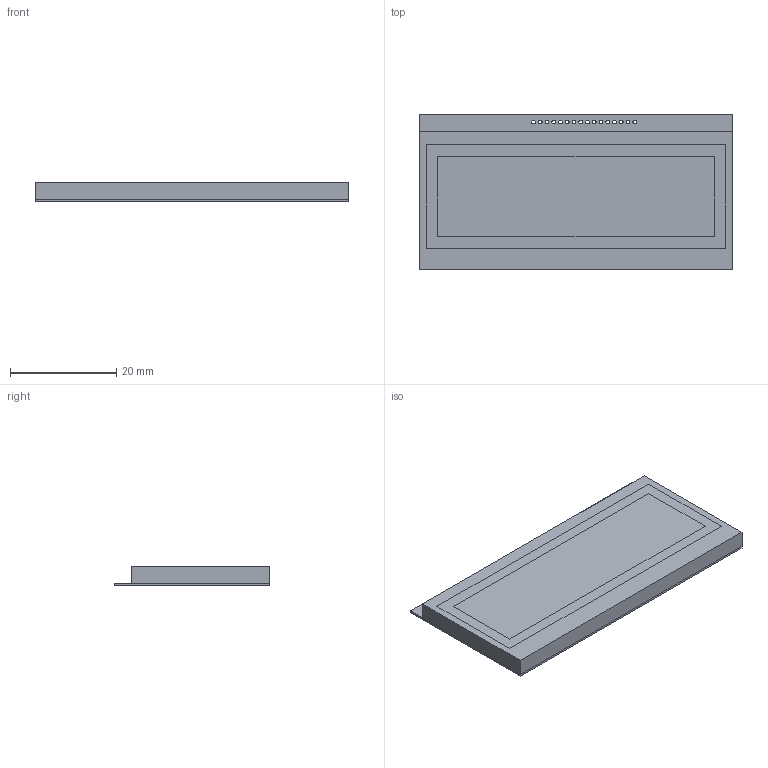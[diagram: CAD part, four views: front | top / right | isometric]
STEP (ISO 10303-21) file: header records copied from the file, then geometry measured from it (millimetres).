
FILE_DESCRIPTION(('FreeCAD Model'),'2;1');
FILE_NAME('wh1602s.step', '2017-05-29T19:33:27',('Author'),(''), 'Open CASCADE STEP processor 6.8','FreeCAD','Unknown');
FILE_SCHEMA(('AUTOMOTIVE_DESIGN_CC2 { 1 2 10303 214 -1 1 5 4 }'));
Length unit declared in the file: millimetre
Products named in the file (5): ASSEMBLY; Cut; Cut001; box005; Cut002
Assembly tree (4 placements, depth 2):
  ASSEMBLY
    Cut
    Cut001
    box005
    Cut002
Bounding box: 59 x 29.3 x 3.65 mm (x, y, z)
Volume: 5674.5 mm3; surface area: 9005.4 mm2
Topology: 4 solids, 4 shells, 48 faces, 120 edges, 80 vertices
Faces by surface type: plane 32, cylinder 16
Full cylindrical faces by diameter (mm): 0.7 x16
Entity records: 3185 total; most frequent: DIRECTION 498, CARTESIAN_POINT 493, LINE 296, VECTOR 296, ORIENTED_EDGE 240, PCURVE 240, DEFINITIONAL_REPRESENTATION 240, EDGE_CURVE 120
